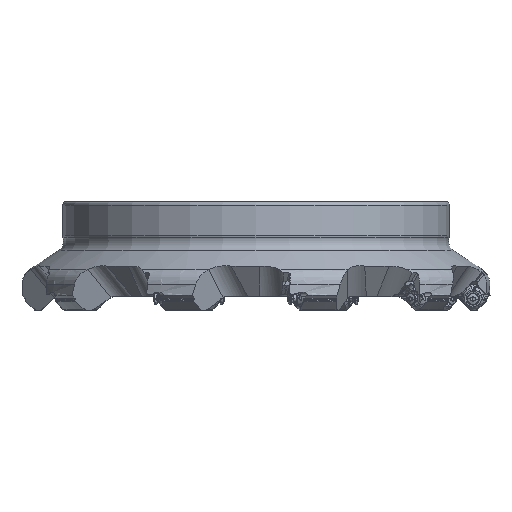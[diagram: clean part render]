
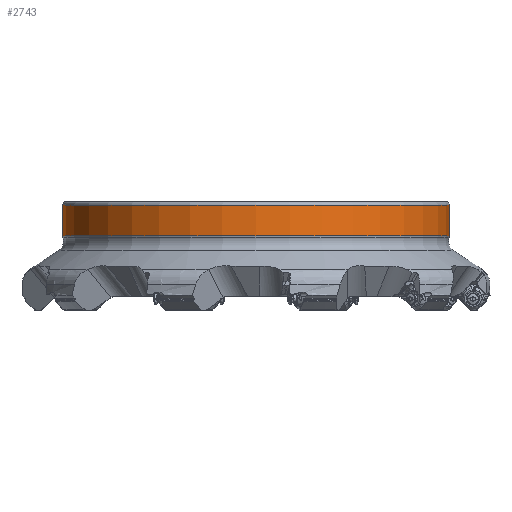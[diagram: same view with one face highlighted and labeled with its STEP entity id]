
A CAD part, front view. The second image highlights one B-rep face of the part: STEP entity #2743.
In plain terms, the highlighted cylindrical face has radius 110 mm (diameter 220 mm), a partial arc.
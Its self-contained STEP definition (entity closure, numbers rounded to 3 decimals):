
#1184=CYLINDRICAL_SURFACE('',#27548,110.);
#2743=ADVANCED_FACE('',(#4329),#1184,.T.);
#4329=FACE_OUTER_BOUND('',#5847,.T.);
#5847=EDGE_LOOP('',(#14903,#14904,#14905,#14906));
#7124=LINE('',#75434,#8228);
#7125=LINE('',#75435,#8229);
#8228=VECTOR('',#32479,1.);
#8229=VECTOR('',#32480,1.);
#9116=CIRCLE('',#27545,110.);
#9117=CIRCLE('',#27547,110.);
#14903=ORIENTED_EDGE('',*,*,#22543,.T.);
#14904=ORIENTED_EDGE('',*,*,#22544,.T.);
#14905=ORIENTED_EDGE('',*,*,#22542,.F.);
#14906=ORIENTED_EDGE('',*,*,#22545,.T.);
#19073=VERTEX_POINT('',#75424);
#19074=VERTEX_POINT('',#75426);
#19075=VERTEX_POINT('',#75432);
#19076=VERTEX_POINT('',#75433);
#22542=EDGE_CURVE('',#19074,#19073,#9116,.T.);
#22543=EDGE_CURVE('',#19075,#19076,#9117,.T.);
#22544=EDGE_CURVE('',#19076,#19073,#7124,.T.);
#22545=EDGE_CURVE('',#19074,#19075,#7125,.T.);
#27545=AXIS2_PLACEMENT_3D('',#75429,#32473,#32474);
#27547=AXIS2_PLACEMENT_3D('',#75431,#32477,#32478);
#27548=AXIS2_PLACEMENT_3D('',#75436,#32481,#32482);
#32473=DIRECTION('',(0.,0.,1.));
#32474=DIRECTION('',(-1.,0.,0.));
#32477=DIRECTION('',(0.,0.,1.));
#32478=DIRECTION('',(-1.,0.,0.));
#32479=DIRECTION('',(0.,0.,1.));
#32480=DIRECTION('',(0.,0.,-1.));
#32481=DIRECTION('',(0.,0.,1.));
#32482=DIRECTION('',(1.,0.,0.));
#75424=CARTESIAN_POINT('',(110.,0.,-2.));
#75426=CARTESIAN_POINT('',(-110.,0.,-2.));
#75429=CARTESIAN_POINT('',(0.,0.,-2.));
#75431=CARTESIAN_POINT('',(0.,0.,-19.452));
#75432=CARTESIAN_POINT('',(-110.,0.,-19.452));
#75433=CARTESIAN_POINT('',(110.,0.,-19.452));
#75434=CARTESIAN_POINT('',(110.,0.,-19.452));
#75435=CARTESIAN_POINT('',(-110.,0.,-2.));
#75436=CARTESIAN_POINT('',(0.,0.,-19.801));
